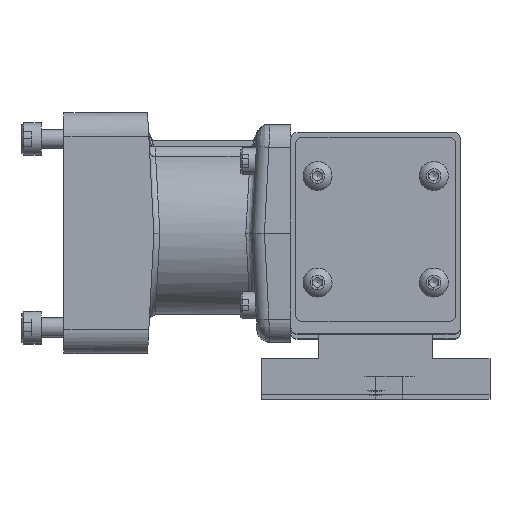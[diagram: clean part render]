
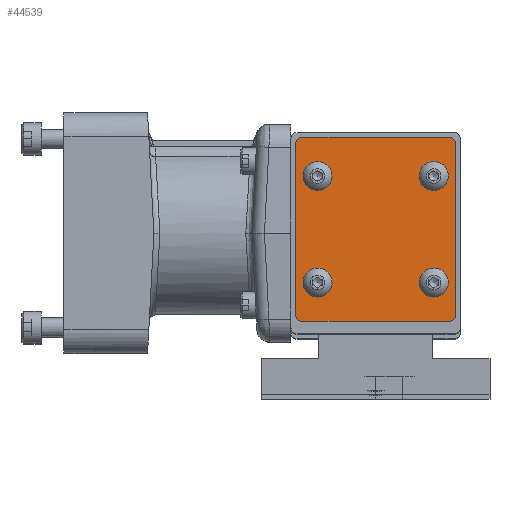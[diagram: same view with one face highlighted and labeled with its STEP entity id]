
A CAD part, top view. The second image highlights one B-rep face of the part: STEP entity #44539.
In plain terms, the highlighted planar face has unit normal (0, 0, 1).
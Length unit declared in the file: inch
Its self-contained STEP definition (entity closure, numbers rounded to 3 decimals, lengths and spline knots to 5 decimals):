
#724 = ORIENTED_EDGE ( 'NONE', *, *, #44954, .F. ) ;
#1014 = DIRECTION ( 'NONE',  ( 0., 0., 1. ) ) ;
#1329 = DIRECTION ( 'NONE',  ( 0., 0., 1. ) ) ;
#1359 = EDGE_CURVE ( 'NONE', #61082, #28588, #25418, .T. ) ;
#1404 = CARTESIAN_POINT ( 'NONE',  ( 0.762, -0.91, 1.063 ) ) ;
#1776 = ORIENTED_EDGE ( 'NONE', *, *, #15899, .F. ) ;
#3229 = CARTESIAN_POINT ( 'NONE',  ( 0.825, 0.927, 1.063 ) ) ;
#3428 = DIRECTION ( 'NONE',  ( 0., 0., 1. ) ) ;
#3779 = EDGE_LOOP ( 'NONE', ( #724 ) ) ;
#3878 = ORIENTED_EDGE ( 'NONE', *, *, #11848, .F. ) ;
#4072 = AXIS2_PLACEMENT_3D ( 'NONE', #5501, #15158, #10342 ) ;
#4171 = CARTESIAN_POINT ( 'NONE',  ( -0.6, -0.51, 1.063 ) ) ;
#4380 = EDGE_CURVE ( 'NONE', #48084, #52783, #35358, .T. ) ;
#4737 = EDGE_CURVE ( 'NONE', #25108, #48084, #43791, .T. ) ;
#4784 = DIRECTION ( 'NONE',  ( 0., 0., 1. ) ) ;
#5151 = VERTEX_POINT ( 'NONE', #53896 ) ;
#5499 = EDGE_CURVE ( 'NONE', #28588, #8948, #32251, .T. ) ;
#5501 = CARTESIAN_POINT ( 'NONE',  ( 0.762, 0.927, 1.063 ) ) ;
#5928 = ORIENTED_EDGE ( 'NONE', *, *, #25601, .T. ) ;
#6575 = AXIS2_PLACEMENT_3D ( 'NONE', #34434, #54092, #29572 ) ;
#6969 = VERTEX_POINT ( 'NONE', #31801 ) ;
#7497 = DIRECTION ( 'NONE',  ( 1., 0., 0. ) ) ;
#7630 = VERTEX_POINT ( 'NONE', #42429 ) ;
#8386 = DIRECTION ( 'NONE',  ( 0., -1., 0. ) ) ;
#8786 = AXIS2_PLACEMENT_3D ( 'NONE', #12643, #47768, #7497 ) ;
#8948 = VERTEX_POINT ( 'NONE', #14845 ) ;
#8983 = DIRECTION ( 'NONE',  ( 0.5, -0.866, 0. ) ) ;
#9172 = EDGE_CURVE ( 'NONE', #8948, #44565, #50406, .T. ) ;
#10342 = DIRECTION ( 'NONE',  ( -1., 0., 0. ) ) ;
#11511 = EDGE_CURVE ( 'NONE', #6969, #6969, #23476, .T. ) ;
#11610 = CARTESIAN_POINT ( 'NONE',  ( -0.825, -0.847, 1.063 ) ) ;
#11848 = EDGE_CURVE ( 'NONE', #7630, #7630, #57478, .T. ) ;
#11908 = DIRECTION ( 'NONE',  ( 0.5, -0.866, 0. ) ) ;
#12165 = AXIS2_PLACEMENT_3D ( 'NONE', #21737, #51039, #41374 ) ;
#12419 = CIRCLE ( 'NONE', #58770, 0.14961 ) ;
#12555 = LINE ( 'NONE', #13182, #54383 ) ;
#12643 = CARTESIAN_POINT ( 'NONE',  ( -0.762, 0.927, 1.063 ) ) ;
#13182 = CARTESIAN_POINT ( 'NONE',  ( -0.762, -0.91, 1.063 ) ) ;
#13521 = DIRECTION ( 'NONE',  ( 0., 0., 1. ) ) ;
#13789 = ORIENTED_EDGE ( 'NONE', *, *, #11511, .F. ) ;
#13839 = CARTESIAN_POINT ( 'NONE',  ( -0.825, 0.927, 1.063 ) ) ;
#14762 = FACE_BOUND ( 'NONE', #46481, .T. ) ;
#14845 = CARTESIAN_POINT ( 'NONE',  ( 0.825, 0.927, 1.063 ) ) ;
#15158 = DIRECTION ( 'NONE',  ( 0., 0., 1. ) ) ;
#15899 = EDGE_CURVE ( 'NONE', #23413, #23413, #12419, .T. ) ;
#16132 = CARTESIAN_POINT ( 'NONE',  ( 0.6, -0.51, 1.063 ) ) ;
#16466 = CARTESIAN_POINT ( 'NONE',  ( -0.762, 0.99, 1.063 ) ) ;
#16564 = VECTOR ( 'NONE', #8386, 39.37008 ) ;
#18374 = CARTESIAN_POINT ( 'NONE',  ( -0.762, -0.91, 1.063 ) ) ;
#19615 = FACE_BOUND ( 'NONE', #47324, .T. ) ;
#20787 = VECTOR ( 'NONE', #36136, 39.37008 ) ;
#20999 = DIRECTION ( 'NONE',  ( 1., 0., 0. ) ) ;
#21334 = VECTOR ( 'NONE', #36441, 39.37008 ) ;
#21737 = CARTESIAN_POINT ( 'NONE',  ( 0.762, -0.847, 1.063 ) ) ;
#23413 = VERTEX_POINT ( 'NONE', #52746 ) ;
#23476 = CIRCLE ( 'NONE', #52319, 0.14961 ) ;
#23853 = DIRECTION ( 'NONE',  ( 0.5, -0.866, 0. ) ) ;
#24972 = ORIENTED_EDGE ( 'NONE', *, *, #4737, .T. ) ;
#25108 = VERTEX_POINT ( 'NONE', #45622 ) ;
#25418 = CIRCLE ( 'NONE', #12165, 0.063 ) ;
#25601 = EDGE_CURVE ( 'NONE', #44565, #5151, #40934, .T. ) ;
#26354 = ORIENTED_EDGE ( 'NONE', *, *, #4380, .T. ) ;
#28588 = VERTEX_POINT ( 'NONE', #31858 ) ;
#29284 = CARTESIAN_POINT ( 'NONE',  ( -0.6, 0.59, 1.063 ) ) ;
#29572 = DIRECTION ( 'NONE',  ( 1., 0., 0. ) ) ;
#29848 = ORIENTED_EDGE ( 'NONE', *, *, #1359, .T. ) ;
#31801 = CARTESIAN_POINT ( 'NONE',  ( 0.6748, -0.63956, 1.063 ) ) ;
#31858 = CARTESIAN_POINT ( 'NONE',  ( 0.825, -0.847, 1.063 ) ) ;
#32251 = LINE ( 'NONE', #3229, #21334 ) ;
#33081 = DIRECTION ( 'NONE',  ( 0.5, -0.866, 0. ) ) ;
#33189 = EDGE_CURVE ( 'NONE', #52783, #61082, #12555, .T. ) ;
#34434 = CARTESIAN_POINT ( 'NONE',  ( -0.762, 0.927, 1.063 ) ) ;
#35358 = CIRCLE ( 'NONE', #55902, 0.063 ) ;
#36136 = DIRECTION ( 'NONE',  ( -1., 0., 0. ) ) ;
#36441 = DIRECTION ( 'NONE',  ( 0., 1., 0. ) ) ;
#36449 = CIRCLE ( 'NONE', #49829, 0.14961 ) ;
#36754 = EDGE_LOOP ( 'NONE', ( #1776 ) ) ;
#38018 = DIRECTION ( 'NONE',  ( 1., 0., 0. ) ) ;
#38252 = CARTESIAN_POINT ( 'NONE',  ( 0.6, 0.59, 1.063 ) ) ;
#38628 = FACE_BOUND ( 'NONE', #36754, .T. ) ;
#40011 = CARTESIAN_POINT ( 'NONE',  ( -0.762, -0.847, 1.063 ) ) ;
#40934 = LINE ( 'NONE', #16466, #20787 ) ;
#41374 = DIRECTION ( 'NONE',  ( 1., 0., 0. ) ) ;
#42429 = CARTESIAN_POINT ( 'NONE',  ( -0.5252, -0.63956, 1.063 ) ) ;
#43012 = AXIS2_PLACEMENT_3D ( 'NONE', #4171, #4784, #23853 ) ;
#43592 = ORIENTED_EDGE ( 'NONE', *, *, #47756, .T. ) ;
#43791 = LINE ( 'NONE', #13839, #16564 ) ;
#43902 = ORIENTED_EDGE ( 'NONE', *, *, #9172, .T. ) ;
#44539 = ADVANCED_FACE ( 'NONE', ( #38628, #58940, #63732, #19615, #14762 ), #58291, .T. ) ;
#44565 = VERTEX_POINT ( 'NONE', #55045 ) ;
#44735 = EDGE_LOOP ( 'NONE', ( #43592, #24972, #26354, #55533, #29848, #48007, #43902, #5928 ) ) ;
#44954 = EDGE_CURVE ( 'NONE', #48744, #48744, #36449, .T. ) ;
#45622 = CARTESIAN_POINT ( 'NONE',  ( -0.825, 0.927, 1.063 ) ) ;
#46481 = EDGE_LOOP ( 'NONE', ( #3878 ) ) ;
#47324 = EDGE_LOOP ( 'NONE', ( #13789 ) ) ;
#47756 = EDGE_CURVE ( 'NONE', #5151, #25108, #59220, .T. ) ;
#47768 = DIRECTION ( 'NONE',  ( 0., 0., 1. ) ) ;
#48007 = ORIENTED_EDGE ( 'NONE', *, *, #5499, .T. ) ;
#48084 = VERTEX_POINT ( 'NONE', #11610 ) ;
#48744 = VERTEX_POINT ( 'NONE', #62601 ) ;
#49829 = AXIS2_PLACEMENT_3D ( 'NONE', #38252, #3428, #33081 ) ;
#50406 = CIRCLE ( 'NONE', #4072, 0.063 ) ;
#51039 = DIRECTION ( 'NONE',  ( 0., 0., 1. ) ) ;
#52319 = AXIS2_PLACEMENT_3D ( 'NONE', #16132, #1329, #11908 ) ;
#52746 = CARTESIAN_POINT ( 'NONE',  ( -0.5252, 0.46044, 1.063 ) ) ;
#52783 = VERTEX_POINT ( 'NONE', #18374 ) ;
#53896 = CARTESIAN_POINT ( 'NONE',  ( -0.762, 0.99, 1.063 ) ) ;
#54092 = DIRECTION ( 'NONE',  ( 0., 0., 1. ) ) ;
#54383 = VECTOR ( 'NONE', #38018, 39.37008 ) ;
#55045 = CARTESIAN_POINT ( 'NONE',  ( 0.762, 0.99, 1.063 ) ) ;
#55533 = ORIENTED_EDGE ( 'NONE', *, *, #33189, .T. ) ;
#55902 = AXIS2_PLACEMENT_3D ( 'NONE', #40011, #1014, #20999 ) ;
#57478 = CIRCLE ( 'NONE', #43012, 0.14961 ) ;
#58291 = PLANE ( 'NONE',  #6575 ) ;
#58770 = AXIS2_PLACEMENT_3D ( 'NONE', #29284, #13521, #8983 ) ;
#58940 = FACE_OUTER_BOUND ( 'NONE', #44735, .T. ) ;
#59220 = CIRCLE ( 'NONE', #8786, 0.063 ) ;
#61082 = VERTEX_POINT ( 'NONE', #1404 ) ;
#62601 = CARTESIAN_POINT ( 'NONE',  ( 0.6748, 0.46044, 1.063 ) ) ;
#63732 = FACE_BOUND ( 'NONE', #3779, .T. ) ;
